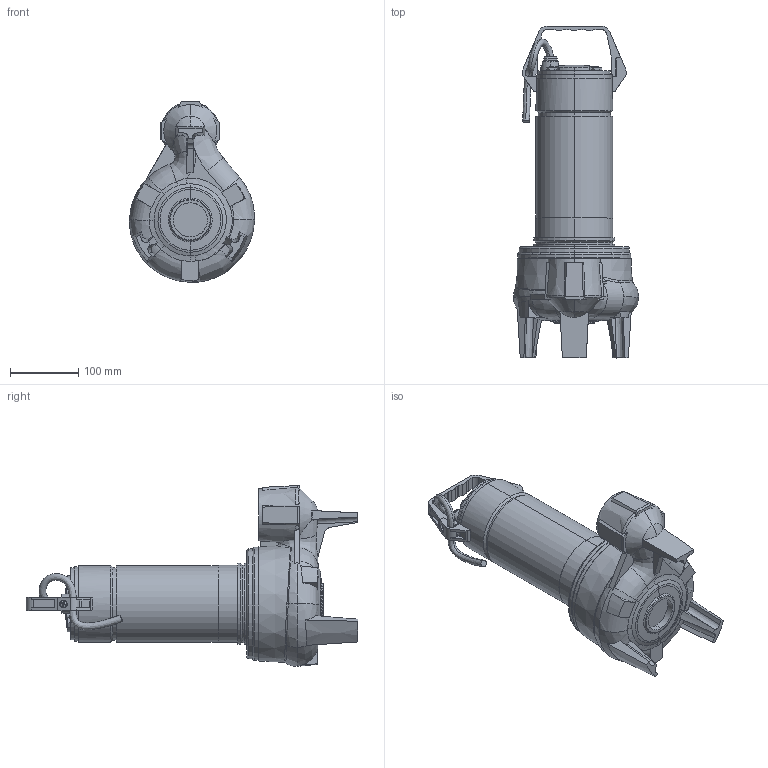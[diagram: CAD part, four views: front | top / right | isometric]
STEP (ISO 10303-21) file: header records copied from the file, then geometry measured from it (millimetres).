
FILE_DESCRIPTION (( 'STEP AP214' ), '1' );
FILE_NAME ('4_93_501_03_REV00.step', '2022-09-12T10:11:24', ( '' ), ( '' ), 'SwSTEP 2.0', 'SolidWorks 2020', '' );
FILE_SCHEMA (( 'AUTOMOTIVE_DESIGN' ));
Length unit declared in the file: millimetre
Products named in the file (2): Copia di 4_93_501_03_REV00^4_93_501_03_REV00; 4_93_501_03_REV00
Assembly tree (1 placements, depth 2):
  4_93_501_03_REV00
    Copia di 4_93_501_03_REV00^4_93_501_03_REV00
Bounding box: 183 x 485.2 x 264.5 mm (x, y, z)
Volume: 5484182.8 mm3; surface area: 421297.8 mm2
Topology: 20 solids, 20 shells, 915 faces, 2362 edges, 1513 vertices
Faces by surface type: plane 449, cylinder 226, cone 130, bspline 81, torus 15, sphere 14
Entity records: 46064 total; most frequent: CARTESIAN_POINT 24252, ORIENTED_EDGE 4696, DIRECTION 4167, EDGE_CURVE 2348, AXIS2_PLACEMENT_3D 1546, VERTEX_POINT 1511, VECTOR 1075, LINE 1075
